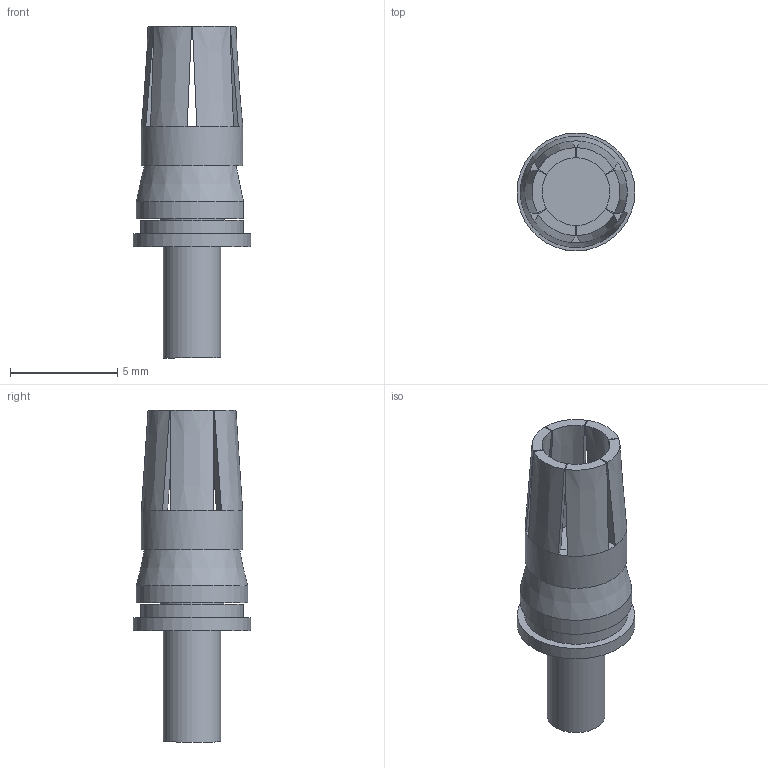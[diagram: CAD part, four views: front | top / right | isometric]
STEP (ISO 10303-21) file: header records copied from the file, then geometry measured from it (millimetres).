
FILE_DESCRIPTION(/* description */ (''),/* implementation_level */ '2;1');
FILE_NAME(/* name */ 'HARTING_09 03 000 6225.stp',/* time_stamp */ '2015-03-02T15:18:03+01:00',/* author */ ('admchouv'),/* organization */ ('SDRC'),/* preprocessor_version */ 'ST-DEVELOPER v15.5',/* originating_system */ 'AutoCAD Mechanical',/* authorisation */ 'Yes');
FILE_SCHEMA (('AUTOMOTIVE_DESIGN { 1 0 10303 214 3 1 1 }'));
Length unit declared in the file: millimetre
Products named in the file (1): Product
Bounding box: 5.5 x 5.5 x 15.5 mm (x, y, z)
Volume: 141.5 mm3; surface area: 411.5 mm2
Topology: 2 solids, 2 shells, 59 faces, 129 edges, 78 vertices
Faces by surface type: plane 37, cone 13, cylinder 9
Full cylindrical faces by diameter (mm): 2.7 x1, 3 x1, 3.81 x1, 4.75 x1, 4.8 x1, 5.5 x1
Entity records: 1574 total; most frequent: CARTESIAN_POINT 303, DIRECTION 270, ORIENTED_EDGE 240, EDGE_CURVE 120, AXIS2_PLACEMENT_3D 114, VERTEX_POINT 75, EDGE_LOOP 69, FACE_OUTER_BOUND 59
